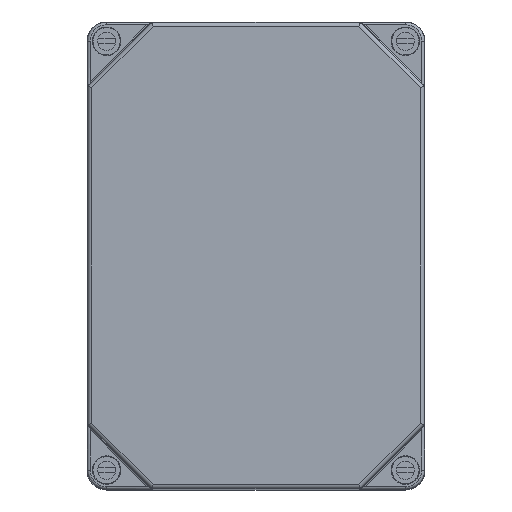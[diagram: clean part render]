
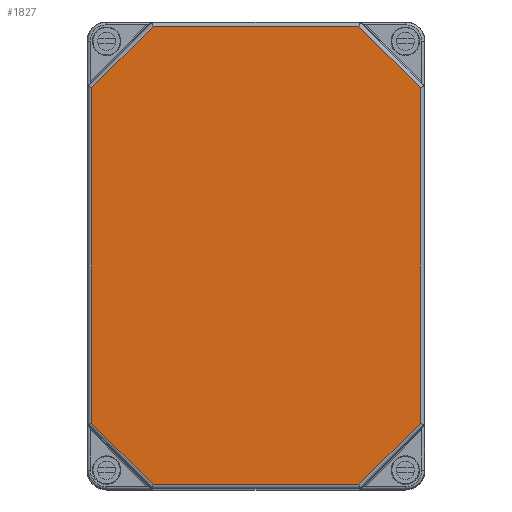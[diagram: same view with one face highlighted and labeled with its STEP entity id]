
A CAD part, top view. The second image highlights one B-rep face of the part: STEP entity #1827.
In plain terms, the highlighted planar face has unit normal (0, 0, 1).
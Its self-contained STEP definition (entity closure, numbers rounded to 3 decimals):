
#1827 = ADVANCED_FACE( '', ( #3965 ), #3966, .T. );
#3965 = FACE_OUTER_BOUND( '', #6324, .T. );
#3966 = PLANE( '', #6325 );
#6324 = EDGE_LOOP( '', ( #11383, #11384, #11385, #11386, #11387, #11388, #11389, #11390 ) );
#6325 = AXIS2_PLACEMENT_3D( '', #11391, #11392, #11393 );
#11383 = ORIENTED_EDGE( '', *, *, #15373, .T. );
#11384 = ORIENTED_EDGE( '', *, *, #15374, .F. );
#11385 = ORIENTED_EDGE( '', *, *, #13418, .T. );
#11386 = ORIENTED_EDGE( '', *, *, #14503, .F. );
#11387 = ORIENTED_EDGE( '', *, *, #15375, .T. );
#11388 = ORIENTED_EDGE( '', *, *, #13554, .T. );
#11389 = ORIENTED_EDGE( '', *, *, #13743, .T. );
#11390 = ORIENTED_EDGE( '', *, *, #15376, .T. );
#11391 = CARTESIAN_POINT( '', ( 0., 0., 92.5 ) );
#11392 = DIRECTION( '', ( 0., 0., 1. ) );
#11393 = DIRECTION( '', ( 1., 0., 0. ) );
#13418 = EDGE_CURVE( '', #15931, #15932, #15933, .T. );
#13554 = EDGE_CURVE( '', #16180, #16178, #16181, .T. );
#13743 = EDGE_CURVE( '', #16178, #16523, #16524, .T. );
#14503 = EDGE_CURVE( '', #17741, #15932, #17743, .T. );
#15373 = EDGE_CURVE( '', #18938, #18939, #18940, .T. );
#15374 = EDGE_CURVE( '', #15931, #18939, #18941, .T. );
#15375 = EDGE_CURVE( '', #17741, #16180, #18942, .T. );
#15376 = EDGE_CURVE( '', #16523, #18938, #18943, .T. );
#15931 = VERTEX_POINT( '', #19587 );
#15932 = VERTEX_POINT( '', #19588 );
#15933 = LINE( '', #19589, #19590 );
#16178 = VERTEX_POINT( '', #19926 );
#16180 = VERTEX_POINT( '', #19928 );
#16181 = LINE( '', #19929, #19930 );
#16523 = VERTEX_POINT( '', #20391 );
#16524 = LINE( '', #20392, #20393 );
#17741 = VERTEX_POINT( '', #22137 );
#17743 = LINE( '', #22139, #22140 );
#18938 = VERTEX_POINT( '', #23862 );
#18939 = VERTEX_POINT( '', #23863 );
#18940 = LINE( '', #23864, #23865 );
#18941 = LINE( '', #23866, #23867 );
#18942 = LINE( '', #23868, #23869 );
#18943 = LINE( '', #23870, #23871 );
#19587 = CARTESIAN_POINT( '', ( 39.546, -88.182, 92.5 ) );
#19588 = CARTESIAN_POINT( '', ( 63.182, -64.546, 92.5 ) );
#19589 = CARTESIAN_POINT( '', ( 33.686, -94.042, 92.5 ) );
#19590 = VECTOR( '', #24547, 1000. );
#19926 = CARTESIAN_POINT( '', ( -39.546, 88.182, 92.5 ) );
#19928 = CARTESIAN_POINT( '', ( 39.546, 88.182, 92.5 ) );
#19929 = CARTESIAN_POINT( '', ( 100., 88.182, 92.5 ) );
#19930 = VECTOR( '', #24744, 1000. );
#20391 = CARTESIAN_POINT( '', ( -63.182, 64.546, 92.5 ) );
#20392 = CARTESIAN_POINT( '', ( -33.686, 94.042, 92.5 ) );
#20393 = VECTOR( '', #25004, 1000. );
#22137 = CARTESIAN_POINT( '', ( 63.182, 64.546, 92.5 ) );
#22139 = CARTESIAN_POINT( '', ( 63.182, 150., 92.5 ) );
#22140 = VECTOR( '', #26007, 1000. );
#23862 = CARTESIAN_POINT( '', ( -63.182, -64.546, 92.5 ) );
#23863 = CARTESIAN_POINT( '', ( -39.546, -88.182, 92.5 ) );
#23864 = CARTESIAN_POINT( '', ( -69.042, -58.686, 92.5 ) );
#23865 = VECTOR( '', #26959, 1000. );
#23866 = CARTESIAN_POINT( '', ( 100., -88.182, 92.5 ) );
#23867 = VECTOR( '', #26960, 1000. );
#23868 = CARTESIAN_POINT( '', ( 69.042, 58.686, 92.5 ) );
#23869 = VECTOR( '', #26961, 1000. );
#23870 = CARTESIAN_POINT( '', ( -63.182, 150., 92.5 ) );
#23871 = VECTOR( '', #26962, 1000. );
#24547 = DIRECTION( '', ( 0.707, 0.707, 0. ) );
#24744 = DIRECTION( '', ( -1., 0., 0. ) );
#25004 = DIRECTION( '', ( -0.707, -0.707, 0. ) );
#26007 = DIRECTION( '', ( 0., -1., 0. ) );
#26959 = DIRECTION( '', ( 0.707, -0.707, 0. ) );
#26960 = DIRECTION( '', ( -1., 0., 0. ) );
#26961 = DIRECTION( '', ( -0.707, 0.707, 0. ) );
#26962 = DIRECTION( '', ( 0., -1., 0. ) );
